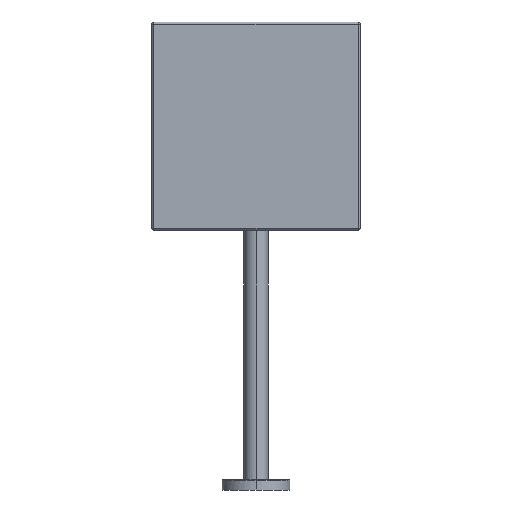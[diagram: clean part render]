
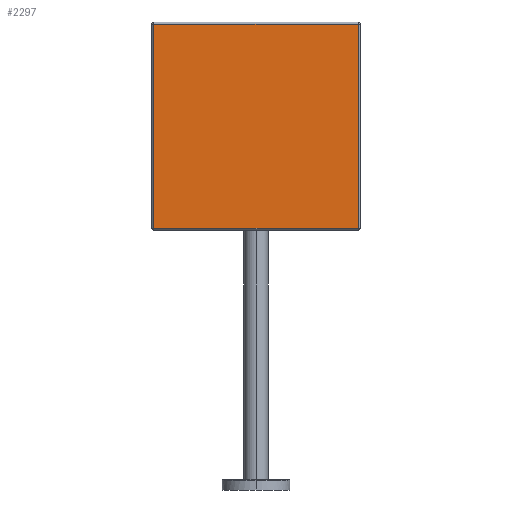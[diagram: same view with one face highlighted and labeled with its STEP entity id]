
A CAD part, front view. The second image highlights one B-rep face of the part: STEP entity #2297.
In plain terms, the highlighted planar face has unit normal (0, -1, 0).
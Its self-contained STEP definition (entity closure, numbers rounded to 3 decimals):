
#102 = CARTESIAN_POINT ( 'NONE',  ( 0., -91.445, 356.5 ) ) ;
#120 = VERTEX_POINT ( 'NONE', #1355 ) ;
#269 = LINE ( 'NONE', #1845, #2677 ) ;
#385 = AXIS2_PLACEMENT_3D ( 'NONE', #102, #1753, #1298 ) ;
#412 = ORIENTED_EDGE ( 'NONE', *, *, #1245, .F. ) ;
#883 = CARTESIAN_POINT ( 'NONE',  ( 97.7, -91.445, 454.2 ) ) ;
#964 = EDGE_CURVE ( 'NONE', #1872, #2346, #2149, .T. ) ;
#1146 = FACE_OUTER_BOUND ( 'NONE', #1921, .T. ) ;
#1237 = VECTOR ( 'NONE', #2361, 1000. ) ;
#1245 = EDGE_CURVE ( 'NONE', #120, #1348, #269, .T. ) ;
#1298 = DIRECTION ( 'NONE',  ( -1., 0., 0. ) ) ;
#1348 = VERTEX_POINT ( 'NONE', #1916 ) ;
#1355 = CARTESIAN_POINT ( 'NONE',  ( 97.7, -91.445, 258.8 ) ) ;
#1414 = CARTESIAN_POINT ( 'NONE',  ( -97.7, -91.445, 454.2 ) ) ;
#1449 = CARTESIAN_POINT ( 'NONE',  ( 0., -91.445, 454.2 ) ) ;
#1451 = ORIENTED_EDGE ( 'NONE', *, *, #964, .F. ) ;
#1500 = VECTOR ( 'NONE', #1797, 1000. ) ;
#1518 = VECTOR ( 'NONE', #2613, 1000. ) ;
#1521 = PLANE ( 'NONE',  #385 ) ;
#1677 = ORIENTED_EDGE ( 'NONE', *, *, #2325, .F. ) ;
#1753 = DIRECTION ( 'NONE',  ( 0., 1., 0. ) ) ;
#1797 = DIRECTION ( 'NONE',  ( 0., 0., -1. ) ) ;
#1825 = CARTESIAN_POINT ( 'NONE',  ( 97.7, -91.445, 356.5 ) ) ;
#1845 = CARTESIAN_POINT ( 'NONE',  ( -97.7, -91.445, 258.8 ) ) ;
#1866 = LINE ( 'NONE', #1414, #1237 ) ;
#1872 = VERTEX_POINT ( 'NONE', #2925 ) ;
#1916 = CARTESIAN_POINT ( 'NONE',  ( -97.7, -91.445, 258.8 ) ) ;
#1921 = EDGE_LOOP ( 'NONE', ( #1677, #1451, #2320, #412 ) ) ;
#2041 = DIRECTION ( 'NONE',  ( -1., 0., 0. ) ) ;
#2149 = LINE ( 'NONE', #1449, #1518 ) ;
#2297 = ADVANCED_FACE ( 'NONE', ( #1146 ), #1521, .F. ) ;
#2320 = ORIENTED_EDGE ( 'NONE', *, *, #2723, .F. ) ;
#2325 = EDGE_CURVE ( 'NONE', #2346, #120, #2740, .T. ) ;
#2346 = VERTEX_POINT ( 'NONE', #883 ) ;
#2361 = DIRECTION ( 'NONE',  ( 0., 0., 1. ) ) ;
#2613 = DIRECTION ( 'NONE',  ( 1., 0., 0. ) ) ;
#2677 = VECTOR ( 'NONE', #2041, 1000. ) ;
#2723 = EDGE_CURVE ( 'NONE', #1348, #1872, #1866, .T. ) ;
#2740 = LINE ( 'NONE', #1825, #1500 ) ;
#2925 = CARTESIAN_POINT ( 'NONE',  ( -97.7, -91.445, 454.2 ) ) ;
